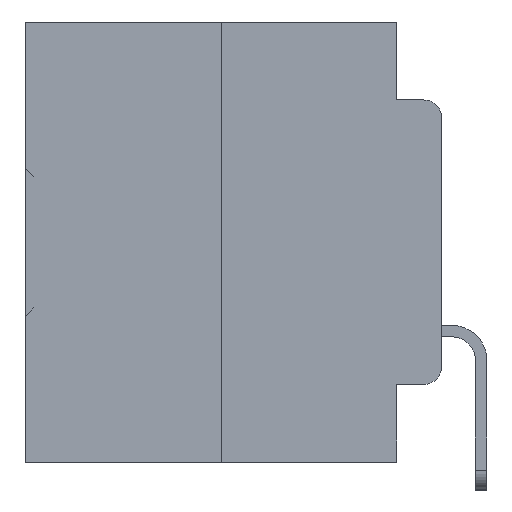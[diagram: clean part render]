
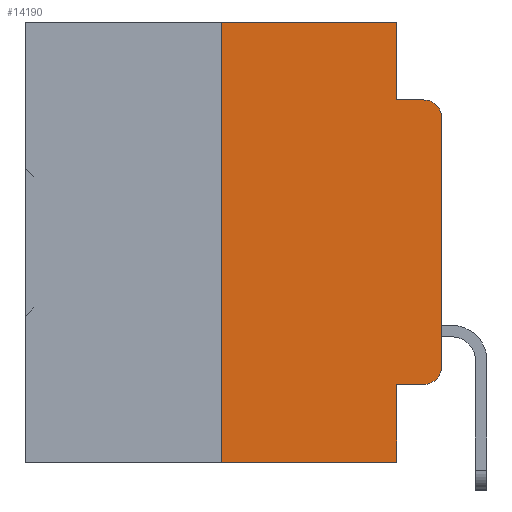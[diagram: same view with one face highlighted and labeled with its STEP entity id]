
A CAD part, left-side view. The second image highlights one B-rep face of the part: STEP entity #14190.
In plain terms, the highlighted planar face has unit normal (-1, 0, 0).
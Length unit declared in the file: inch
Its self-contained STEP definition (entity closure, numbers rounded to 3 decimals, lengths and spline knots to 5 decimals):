
#243 = VECTOR ( 'NONE', #26593, 39.37008 ) ;
#396 = EDGE_CURVE ( 'NONE', #6965, #27568, #7920, .T. ) ;
#565 = VERTEX_POINT ( 'NONE', #15669 ) ;
#1383 = AXIS2_PLACEMENT_3D ( 'NONE', #31466, #14533, #34254 ) ;
#1879 = EDGE_CURVE ( 'NONE', #33430, #9933, #33526, .T. ) ;
#2082 = LINE ( 'NONE', #23941, #24040 ) ;
#2299 = CARTESIAN_POINT ( 'NONE',  ( 0., 0.02, -0.4115 ) ) ;
#2321 = EDGE_CURVE ( 'NONE', #18590, #33430, #10040, .T. ) ;
#2342 = VECTOR ( 'NONE', #18667, 39.37008 ) ;
#2428 = CARTESIAN_POINT ( 'NONE',  ( 0., 0.473, -0.5 ) ) ;
#5016 = ORIENTED_EDGE ( 'NONE', *, *, #396, .F. ) ;
#6965 = VERTEX_POINT ( 'NONE', #29419 ) ;
#7569 = DIRECTION ( 'NONE',  ( 1., 0., 0. ) ) ;
#7619 = CARTESIAN_POINT ( 'NONE',  ( 0., 0.02, -0.0885 ) ) ;
#7920 = LINE ( 'NONE', #20882, #243 ) ;
#8848 = FACE_OUTER_BOUND ( 'NONE', #33560, .T. ) ;
#9933 = VERTEX_POINT ( 'NONE', #26742 ) ;
#10040 = LINE ( 'NONE', #21360, #2342 ) ;
#10077 = EDGE_CURVE ( 'NONE', #9933, #24155, #13947, .T. ) ;
#10170 = CARTESIAN_POINT ( 'NONE',  ( 0., 0.051, 0. ) ) ;
#10822 = LINE ( 'NONE', #28500, #25080 ) ;
#10850 = ORIENTED_EDGE ( 'NONE', *, *, #2321, .F. ) ;
#11290 = CARTESIAN_POINT ( 'NONE',  ( 0., 0.051, -0.4115 ) ) ;
#11486 = DIRECTION ( 'NONE',  ( 0., -1., 0. ) ) ;
#11982 = DIRECTION ( 'NONE',  ( -1., 0., 0. ) ) ;
#11986 = EDGE_CURVE ( 'NONE', #24155, #29470, #10822, .T. ) ;
#12646 = ORIENTED_EDGE ( 'NONE', *, *, #35410, .T. ) ;
#13543 = ORIENTED_EDGE ( 'NONE', *, *, #31698, .T. ) ;
#13891 = EDGE_CURVE ( 'NONE', #565, #29470, #28016, .T. ) ;
#13947 = LINE ( 'NONE', #10170, #19762 ) ;
#14190 = ADVANCED_FACE ( 'NONE', ( #8848 ), #32995, .F. ) ;
#14403 = CARTESIAN_POINT ( 'NONE',  ( 0., 0.051, -0.0885 ) ) ;
#14533 = DIRECTION ( 'NONE',  ( -1., 0., 0. ) ) ;
#15669 = CARTESIAN_POINT ( 'NONE',  ( 0., 0., -0.1085 ) ) ;
#15807 = ORIENTED_EDGE ( 'NONE', *, *, #19637, .T. ) ;
#16566 = DIRECTION ( 'NONE',  ( 0., -1., 0. ) ) ;
#16690 = ORIENTED_EDGE ( 'NONE', *, *, #11986, .F. ) ;
#17947 = CARTESIAN_POINT ( 'NONE',  ( 0., 0.051, -0.5 ) ) ;
#18510 = CARTESIAN_POINT ( 'NONE',  ( 0., 0., -0.3915 ) ) ;
#18590 = VERTEX_POINT ( 'NONE', #24807 ) ;
#18667 = DIRECTION ( 'NONE',  ( 0., 0., 1. ) ) ;
#19339 = VECTOR ( 'NONE', #33753, 39.37008 ) ;
#19365 = ORIENTED_EDGE ( 'NONE', *, *, #29615, .T. ) ;
#19637 = EDGE_CURVE ( 'NONE', #25913, #565, #2082, .T. ) ;
#19762 = VECTOR ( 'NONE', #35638, 39.37008 ) ;
#20882 = CARTESIAN_POINT ( 'NONE',  ( 0., 0.051, 0. ) ) ;
#21360 = CARTESIAN_POINT ( 'NONE',  ( 0., 0.25, 0. ) ) ;
#21804 = CARTESIAN_POINT ( 'NONE',  ( 0., 0.473, 0. ) ) ;
#23346 = ORIENTED_EDGE ( 'NONE', *, *, #13891, .T. ) ;
#23941 = CARTESIAN_POINT ( 'NONE',  ( 0., 0., 0. ) ) ;
#24040 = VECTOR ( 'NONE', #35208, 39.37008 ) ;
#24155 = VERTEX_POINT ( 'NONE', #14403 ) ;
#24807 = CARTESIAN_POINT ( 'NONE',  ( 0., 0.25, -0.5 ) ) ;
#25080 = VECTOR ( 'NONE', #11486, 39.37008 ) ;
#25913 = VERTEX_POINT ( 'NONE', #18510 ) ;
#26117 = VECTOR ( 'NONE', #16566, 39.37008 ) ;
#26593 = DIRECTION ( 'NONE',  ( 0., 0., -1. ) ) ;
#26742 = CARTESIAN_POINT ( 'NONE',  ( 0., 0.051, 0. ) ) ;
#26871 = LINE ( 'NONE', #2428, #19339 ) ;
#27485 = DIRECTION ( 'NONE',  ( 0., 0., -1. ) ) ;
#27568 = VERTEX_POINT ( 'NONE', #17947 ) ;
#27834 = CARTESIAN_POINT ( 'NONE',  ( 0., 0.473, 0. ) ) ;
#28016 = CIRCLE ( 'NONE', #36708, 0.02 ) ;
#28324 = DIRECTION ( 'NONE',  ( 0., -1., 0. ) ) ;
#28500 = CARTESIAN_POINT ( 'NONE',  ( 0., 0.051, -0.0885 ) ) ;
#29009 = CARTESIAN_POINT ( 'NONE',  ( 0., 0.25, 0. ) ) ;
#29010 = CARTESIAN_POINT ( 'NONE',  ( 0., 0.02, -0.1085 ) ) ;
#29419 = CARTESIAN_POINT ( 'NONE',  ( 0., 0.051, -0.4115 ) ) ;
#29470 = VERTEX_POINT ( 'NONE', #7619 ) ;
#29615 = EDGE_CURVE ( 'NONE', #18590, #27568, #26871, .T. ) ;
#31053 = VECTOR ( 'NONE', #28324, 39.37008 ) ;
#31466 = CARTESIAN_POINT ( 'NONE',  ( 0., 0.02, -0.3915 ) ) ;
#31698 = EDGE_CURVE ( 'NONE', #35951, #25913, #35370, .T. ) ;
#31709 = ORIENTED_EDGE ( 'NONE', *, *, #10077, .F. ) ;
#31814 = DIRECTION ( 'NONE',  ( 0., 0., -1. ) ) ;
#32567 = ORIENTED_EDGE ( 'NONE', *, *, #1879, .F. ) ;
#32790 = LINE ( 'NONE', #11290, #31053 ) ;
#32995 = PLANE ( 'NONE',  #36003 ) ;
#33430 = VERTEX_POINT ( 'NONE', #29009 ) ;
#33526 = LINE ( 'NONE', #27834, #26117 ) ;
#33560 = EDGE_LOOP ( 'NONE', ( #15807, #23346, #16690, #31709, #32567, #10850, #19365, #5016, #12646, #13543 ) ) ;
#33753 = DIRECTION ( 'NONE',  ( 0., -1., 0. ) ) ;
#34254 = DIRECTION ( 'NONE',  ( 0., 0., -1. ) ) ;
#35208 = DIRECTION ( 'NONE',  ( 0., 0., 1. ) ) ;
#35370 = CIRCLE ( 'NONE', #1383, 0.02 ) ;
#35410 = EDGE_CURVE ( 'NONE', #6965, #35951, #32790, .T. ) ;
#35638 = DIRECTION ( 'NONE',  ( 0., 0., -1. ) ) ;
#35951 = VERTEX_POINT ( 'NONE', #2299 ) ;
#36003 = AXIS2_PLACEMENT_3D ( 'NONE', #21804, #7569, #27485 ) ;
#36708 = AXIS2_PLACEMENT_3D ( 'NONE', #29010, #11982, #31814 ) ;
